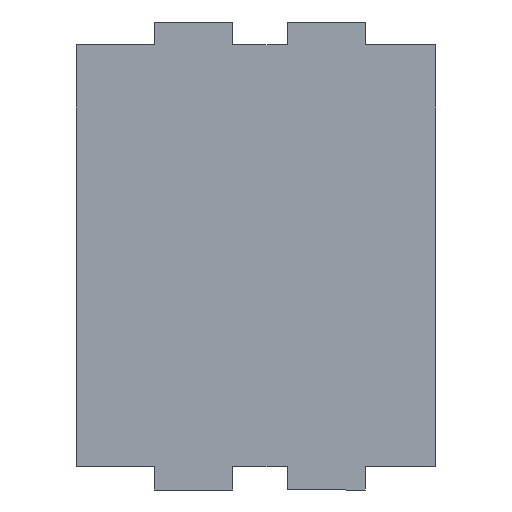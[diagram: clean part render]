
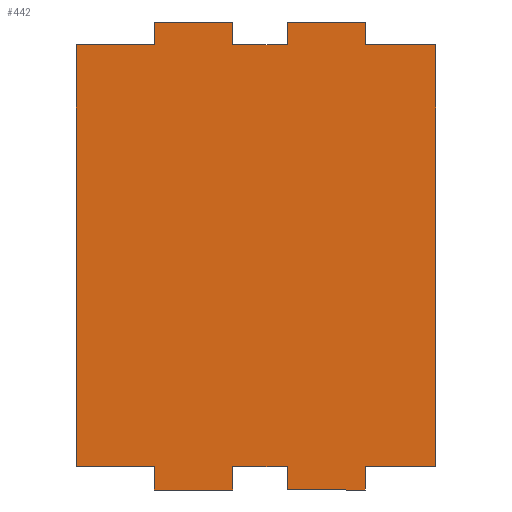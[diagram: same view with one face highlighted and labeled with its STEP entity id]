
A CAD part, left-side view. The second image highlights one B-rep face of the part: STEP entity #442.
In plain terms, the highlighted planar face has unit normal (-1, 0, 0).
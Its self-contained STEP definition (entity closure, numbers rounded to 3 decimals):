
#36=FACE_OUTER_BOUND('',#58,.T.);
#58=EDGE_LOOP('',(#379,#380,#381,#382,#383,#384,#385,#386,#387,#388,#389,
#390,#391,#392,#393,#394,#395,#396,#397,#398));
#59=LINE('',#589,#119);
#63=LINE('',#597,#123);
#66=LINE('',#603,#126);
#69=LINE('',#609,#129);
#72=LINE('',#615,#132);
#75=LINE('',#621,#135);
#78=LINE('',#627,#138);
#81=LINE('',#633,#141);
#84=LINE('',#639,#144);
#87=LINE('',#645,#147);
#90=LINE('',#651,#150);
#93=LINE('',#657,#153);
#96=LINE('',#663,#156);
#99=LINE('',#669,#159);
#102=LINE('',#675,#162);
#105=LINE('',#681,#165);
#108=LINE('',#687,#168);
#111=LINE('',#693,#171);
#114=LINE('',#699,#174);
#117=LINE('',#704,#177);
#119=VECTOR('',#483,10.);
#123=VECTOR('',#489,10.);
#126=VECTOR('',#494,10.);
#129=VECTOR('',#499,10.);
#132=VECTOR('',#504,10.);
#135=VECTOR('',#509,10.);
#138=VECTOR('',#514,10.);
#141=VECTOR('',#519,10.);
#144=VECTOR('',#524,10.);
#147=VECTOR('',#529,10.);
#150=VECTOR('',#534,10.);
#153=VECTOR('',#539,10.);
#156=VECTOR('',#544,10.);
#159=VECTOR('',#549,10.);
#162=VECTOR('',#554,10.);
#165=VECTOR('',#559,10.);
#168=VECTOR('',#564,10.);
#171=VECTOR('',#569,10.);
#174=VECTOR('',#574,10.);
#177=VECTOR('',#579,10.);
#179=VERTEX_POINT('',#587);
#180=VERTEX_POINT('',#588);
#183=VERTEX_POINT('',#596);
#185=VERTEX_POINT('',#602);
#187=VERTEX_POINT('',#608);
#189=VERTEX_POINT('',#614);
#191=VERTEX_POINT('',#620);
#193=VERTEX_POINT('',#626);
#195=VERTEX_POINT('',#632);
#197=VERTEX_POINT('',#638);
#199=VERTEX_POINT('',#644);
#201=VERTEX_POINT('',#650);
#203=VERTEX_POINT('',#656);
#205=VERTEX_POINT('',#662);
#207=VERTEX_POINT('',#668);
#209=VERTEX_POINT('',#674);
#211=VERTEX_POINT('',#680);
#213=VERTEX_POINT('',#686);
#215=VERTEX_POINT('',#692);
#217=VERTEX_POINT('',#698);
#219=EDGE_CURVE('',#179,#180,#59,.T.);
#223=EDGE_CURVE('',#180,#183,#63,.T.);
#226=EDGE_CURVE('',#183,#185,#66,.T.);
#229=EDGE_CURVE('',#185,#187,#69,.T.);
#232=EDGE_CURVE('',#187,#189,#72,.T.);
#235=EDGE_CURVE('',#191,#189,#75,.T.);
#238=EDGE_CURVE('',#193,#191,#78,.T.);
#241=EDGE_CURVE('',#193,#195,#81,.T.);
#244=EDGE_CURVE('',#197,#195,#84,.T.);
#247=EDGE_CURVE('',#199,#197,#87,.T.);
#250=EDGE_CURVE('',#201,#199,#90,.T.);
#253=EDGE_CURVE('',#201,#203,#93,.T.);
#256=EDGE_CURVE('',#205,#203,#96,.T.);
#259=EDGE_CURVE('',#207,#205,#99,.T.);
#262=EDGE_CURVE('',#209,#207,#102,.T.);
#265=EDGE_CURVE('',#209,#211,#105,.T.);
#268=EDGE_CURVE('',#211,#213,#108,.T.);
#271=EDGE_CURVE('',#213,#215,#111,.T.);
#274=EDGE_CURVE('',#215,#217,#114,.T.);
#277=EDGE_CURVE('',#217,#179,#117,.T.);
#379=ORIENTED_EDGE('',*,*,#277,.T.);
#380=ORIENTED_EDGE('',*,*,#219,.T.);
#381=ORIENTED_EDGE('',*,*,#223,.T.);
#382=ORIENTED_EDGE('',*,*,#226,.T.);
#383=ORIENTED_EDGE('',*,*,#229,.T.);
#384=ORIENTED_EDGE('',*,*,#232,.T.);
#385=ORIENTED_EDGE('',*,*,#235,.F.);
#386=ORIENTED_EDGE('',*,*,#238,.F.);
#387=ORIENTED_EDGE('',*,*,#241,.T.);
#388=ORIENTED_EDGE('',*,*,#244,.F.);
#389=ORIENTED_EDGE('',*,*,#247,.F.);
#390=ORIENTED_EDGE('',*,*,#250,.F.);
#391=ORIENTED_EDGE('',*,*,#253,.T.);
#392=ORIENTED_EDGE('',*,*,#256,.F.);
#393=ORIENTED_EDGE('',*,*,#259,.F.);
#394=ORIENTED_EDGE('',*,*,#262,.F.);
#395=ORIENTED_EDGE('',*,*,#265,.T.);
#396=ORIENTED_EDGE('',*,*,#268,.T.);
#397=ORIENTED_EDGE('',*,*,#271,.T.);
#398=ORIENTED_EDGE('',*,*,#274,.T.);
#420=PLANE('',#478);
#442=ADVANCED_FACE('',(#36),#420,.F.);
#478=AXIS2_PLACEMENT_3D('',#707,#583,#584);
#483=DIRECTION('',(0.,0.,1.));
#489=DIRECTION('',(0.,-1.,0.));
#494=DIRECTION('',(0.,0.,-1.));
#499=DIRECTION('',(0.,-1.,0.));
#504=DIRECTION('',(0.,0.,1.));
#509=DIRECTION('',(0.,1.,0.));
#514=DIRECTION('',(0.,0.,-1.));
#519=DIRECTION('',(0.,1.,0.));
#524=DIRECTION('',(0.,0.,-1.));
#529=DIRECTION('',(0.,-1.,0.));
#534=DIRECTION('',(0.,0.,1.));
#539=DIRECTION('',(0.,1.,0.));
#544=DIRECTION('',(0.,0.,-1.));
#549=DIRECTION('',(0.,-1.,0.));
#554=DIRECTION('',(0.,0.,1.));
#559=DIRECTION('',(0.,1.,0.));
#564=DIRECTION('',(0.,0.,-1.));
#569=DIRECTION('',(0.,-1.,0.));
#574=DIRECTION('',(0.,0.,-1.));
#579=DIRECTION('',(0.,-1.,0.));
#583=DIRECTION('center_axis',(1.,0.,0.));
#584=DIRECTION('ref_axis',(0.,1.,0.));
#587=CARTESIAN_POINT('',(0.,-20.,-3.));
#588=CARTESIAN_POINT('',(0.,-20.,0.));
#589=CARTESIAN_POINT('',(0.,-20.,-3.));
#596=CARTESIAN_POINT('',(0.,-27.,0.));
#597=CARTESIAN_POINT('',(0.,0.,0.));
#602=CARTESIAN_POINT('',(0.,-27.,-3.));
#603=CARTESIAN_POINT('',(0.,-27.,0.));
#608=CARTESIAN_POINT('',(0.,-37.,-3.));
#609=CARTESIAN_POINT('',(0.,-27.,-3.));
#614=CARTESIAN_POINT('',(0.,-37.,0.));
#615=CARTESIAN_POINT('',(0.,-37.,-3.));
#620=CARTESIAN_POINT('',(0.,-46.,0.));
#621=CARTESIAN_POINT('',(0.,-54.,0.));
#626=CARTESIAN_POINT('',(0.,-46.,53.93));
#627=CARTESIAN_POINT('',(0.,-46.,53.93));
#632=CARTESIAN_POINT('',(0.,-37.,53.93));
#633=CARTESIAN_POINT('',(0.,-64.,53.93));
#638=CARTESIAN_POINT('',(0.,-37.,56.859));
#639=CARTESIAN_POINT('',(0.,-37.,56.859));
#644=CARTESIAN_POINT('',(0.,-27.,56.859));
#645=CARTESIAN_POINT('',(0.,-27.,56.859));
#650=CARTESIAN_POINT('',(0.,-27.,53.93));
#651=CARTESIAN_POINT('',(0.,-27.,53.859));
#656=CARTESIAN_POINT('',(0.,-20.,53.93));
#657=CARTESIAN_POINT('',(0.,-64.,53.93));
#662=CARTESIAN_POINT('',(0.,-20.,56.859));
#663=CARTESIAN_POINT('',(0.,-20.,56.859));
#668=CARTESIAN_POINT('',(0.,-10.,56.859));
#669=CARTESIAN_POINT('',(0.,-10.,56.859));
#674=CARTESIAN_POINT('',(0.,-10.,53.93));
#675=CARTESIAN_POINT('',(0.,-10.,53.859));
#680=CARTESIAN_POINT('',(0.,0.,53.93));
#681=CARTESIAN_POINT('',(0.,-64.,53.93));
#686=CARTESIAN_POINT('',(0.,0.,0.));
#687=CARTESIAN_POINT('',(0.,0.,53.93));
#692=CARTESIAN_POINT('',(0.,-10.,0.));
#693=CARTESIAN_POINT('',(0.,0.,0.));
#698=CARTESIAN_POINT('',(0.,-10.,-3.));
#699=CARTESIAN_POINT('',(0.,-10.,0.));
#704=CARTESIAN_POINT('',(0.,-10.,-3.));
#707=CARTESIAN_POINT('Origin',(0.,-15.,-1.5));
